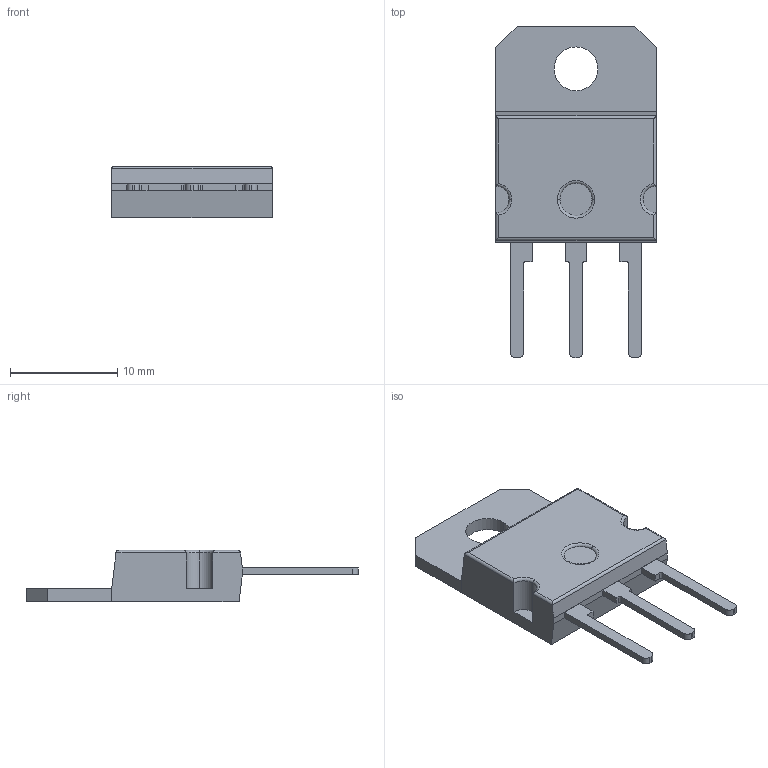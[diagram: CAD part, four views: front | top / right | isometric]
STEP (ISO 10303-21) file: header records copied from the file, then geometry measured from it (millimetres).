
FILE_DESCRIPTION (( 'STEP AP214' ), '1' );
FILE_NAME ('FF89E70B-BFFA-4DE0-A93F-000704CBC347.STEP', '2008-12-14T23:54:23', ( 'Solidworks' ), ( 'Solidworks' ), 'SwSTEP 2.0', 'SolidWorks 2009', '' );
FILE_SCHEMA (( 'AUTOMOTIVE_DESIGN' ));
Length unit declared in the file: millimetre
Products named in the file (1): FF89E70B-BFFA-4DE0-A93F-000704CBC347
Bounding box: 15 x 31 x 4.8 mm (x, y, z)
Volume: 997.2 mm3; surface area: 1029.5 mm2
Topology: 5 solids, 5 shells, 72 faces, 178 edges, 117 vertices
Faces by surface type: plane 46, cylinder 21, torus 5
Entity records: 2568 total; most frequent: CARTESIAN_POINT 420, ORIENTED_EDGE 356, DIRECTION 352, EDGE_CURVE 178, LINE 126, VECTOR 126, VERTEX_POINT 117, AXIS2_PLACEMENT_3D 113
